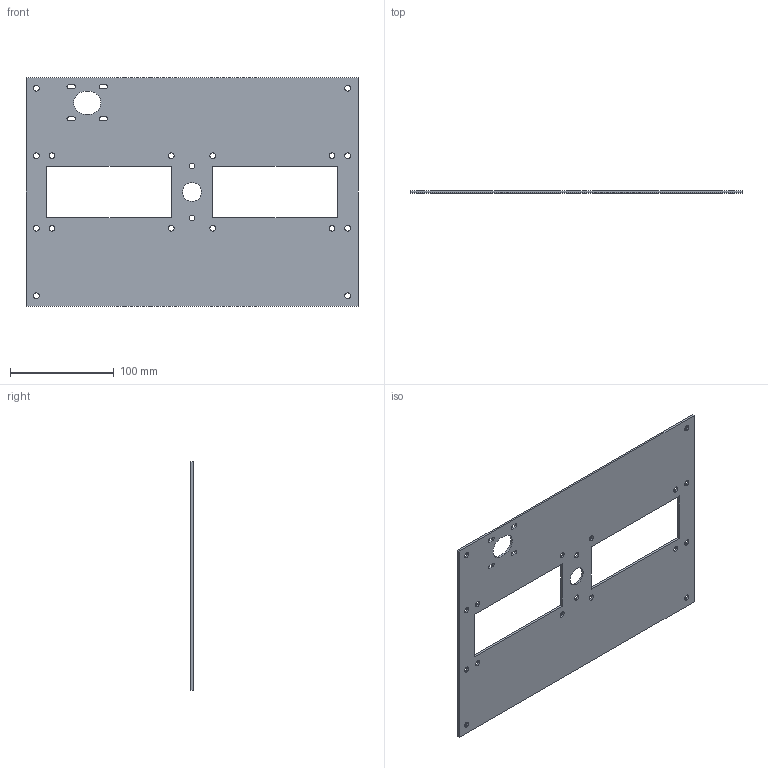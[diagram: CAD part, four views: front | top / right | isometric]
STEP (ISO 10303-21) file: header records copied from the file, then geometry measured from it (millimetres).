
FILE_DESCRIPTION(/* description */ (''),/* implementation_level */ '2;1');
FILE_NAME(/* name */ 'Carousel_MountPlate.step',/* time_stamp */ '2023-11-03T00:00:30+01:00',/* author */ (''),/* organization */ (''),/* preprocessor_version */ 'ST-DEVELOPER v20',/* originating_system */ 'Autodesk Translation Framework v12.14.0.127',/* authorisation */ '');
FILE_SCHEMA (('AUTOMOTIVE_DESIGN { 1 0 10303 214 3 1 1 }'));
Length unit declared in the file: millimetre
Products named in the file (1): MountPlate
Bounding box: 320 x 1.95 x 220 mm (x, y, z)
Volume: 111414.2 mm3; surface area: 118730.5 mm2
Topology: 1 solids, 1 shells, 53 faces, 153 edges, 102 vertices
Faces by surface type: cylinder 29, plane 24
Full cylindrical faces by diameter (mm): 5.5 x18, 18 x1
Entity records: 1902 total; most frequent: DIRECTION 319, CARTESIAN_POINT 309, ORIENTED_EDGE 306, EDGE_CURVE 153, AXIS2_PLACEMENT_3D 112, EDGE_LOOP 105, VERTEX_POINT 102, LINE 95
